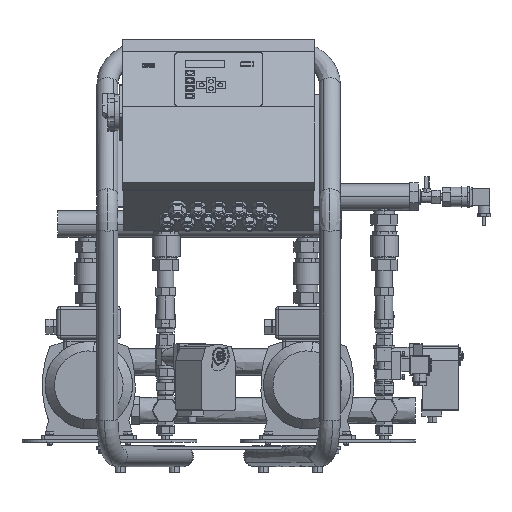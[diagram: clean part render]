
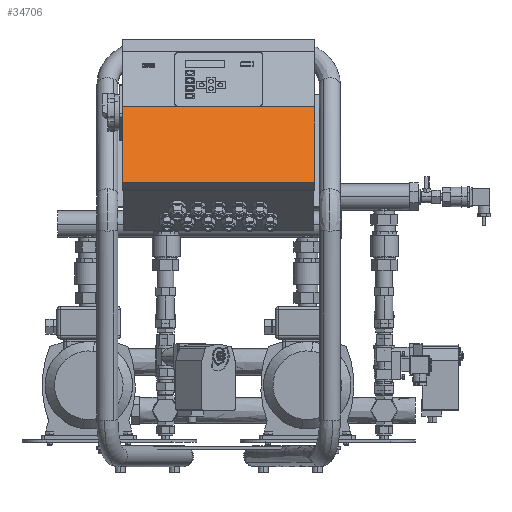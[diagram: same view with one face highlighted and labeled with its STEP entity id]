
A CAD part, front view. The second image highlights one B-rep face of the part: STEP entity #34706.
In plain terms, the highlighted planar face has unit normal (0, -0.857, 0.516).
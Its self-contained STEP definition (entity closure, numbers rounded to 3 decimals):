
#34471=CARTESIAN_POINT('',(-154.0,-376.437,586.35));
#34472=VERTEX_POINT('',#34471);
#34473=CARTESIAN_POINT('',(154.,-376.437,586.35));
#34474=VERTEX_POINT('',#34473);
#34475=CARTESIAN_POINT('',(-154.0,-376.437,586.35));
#34476=DIRECTION('',(1.0,0.0,0.0));
#34477=VECTOR('',#34476,308.);
#34478=LINE('',#34475,#34477);
#34479=EDGE_CURVE('',#34472,#34474,#34478,.T.);
#34676=CARTESIAN_POINT('',(-154.0,-376.437,586.35));
#34677=DIRECTION('',(0.,0.857,-0.516));
#34678=DIRECTION('',(-1.0,0.0,0.0));
#34679=AXIS2_PLACEMENT_3D('',#34676,#34677,#34678);
#34680=PLANE('',#34679);
#34681=CARTESIAN_POINT('',(154.,-449.27,465.374));
#34682=VERTEX_POINT('',#34681);
#34683=CARTESIAN_POINT('',(154.,-376.437,586.35));
#34684=DIRECTION('',(0.0,-0.516,-0.857));
#34685=VECTOR('',#34684,141.208);
#34686=LINE('',#34683,#34685);
#34687=EDGE_CURVE('',#34474,#34682,#34686,.T.);
#34688=ORIENTED_EDGE('',*,*,#34687,.F.);
#34689=ORIENTED_EDGE('',*,*,#34479,.F.);
#34690=CARTESIAN_POINT('',(-154.,-449.27,465.374));
#34691=VERTEX_POINT('',#34690);
#34692=CARTESIAN_POINT('',(-154.,-449.27,465.374));
#34693=DIRECTION('',(0.,0.516,0.857));
#34694=VECTOR('',#34693,141.208);
#34695=LINE('',#34692,#34694);
#34696=EDGE_CURVE('',#34691,#34472,#34695,.T.);
#34697=ORIENTED_EDGE('',*,*,#34696,.F.);
#34698=CARTESIAN_POINT('',(154.,-449.27,465.374));
#34699=DIRECTION('',(-1.0,0.0,0.0));
#34700=VECTOR('',#34699,308.0);
#34701=LINE('',#34698,#34700);
#34702=EDGE_CURVE('',#34682,#34691,#34701,.T.);
#34703=ORIENTED_EDGE('',*,*,#34702,.F.);
#34704=EDGE_LOOP('',(#34688,#34689,#34697,#34703));
#34705=FACE_OUTER_BOUND('',#34704,.T.);
#34706=ADVANCED_FACE('',(#34705),#34680,.F.);
